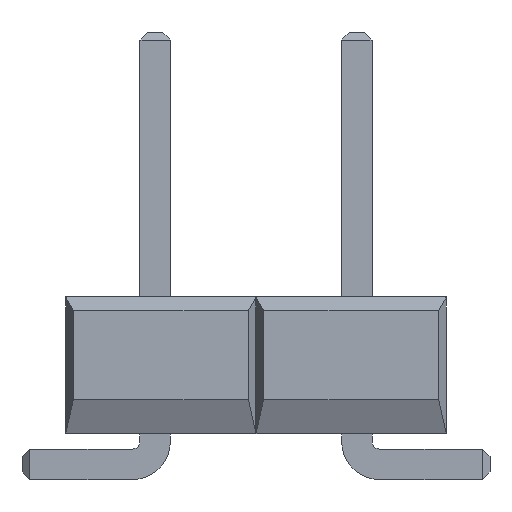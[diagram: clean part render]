
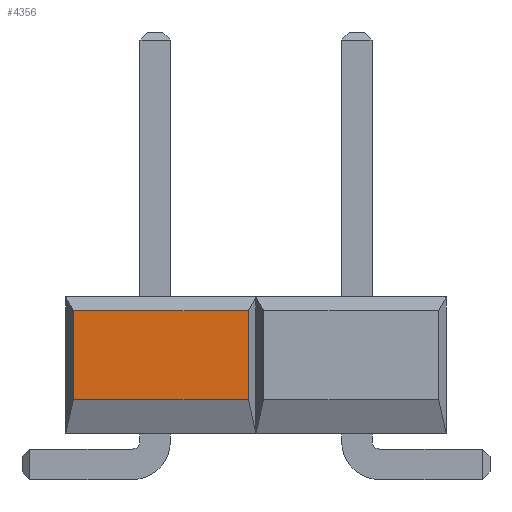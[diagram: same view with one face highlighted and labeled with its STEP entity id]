
A CAD part, left-side view. The second image highlights one B-rep face of the part: STEP entity #4356.
In plain terms, the highlighted planar face has unit normal (-1, 0, 0).
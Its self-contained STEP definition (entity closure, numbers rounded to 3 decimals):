
#3879=CARTESIAN_POINT('',(-4.445,0.102,2.256));
#3878=VERTEX_POINT('',#3879);
#3897=CARTESIAN_POINT('',(-4.445,2.438,2.256));
#3896=VERTEX_POINT('',#3897);
#3905=EDGE_CURVE('',#3878,#3896,#3910,.T.);
#3910=LINE('',#3879,#3912);
#3912=VECTOR('',#3913,2.337);
#3913=DIRECTION('',(0.0,1.0,0.0));
#4024=CARTESIAN_POINT('',(-4.445,2.438,1.067));
#4023=VERTEX_POINT('',#4024);
#4032=EDGE_CURVE('',#3896,#4023,#4037,.T.);
#4037=LINE('',#3897,#4039);
#4039=VECTOR('',#4040,1.189);
#4040=DIRECTION('',(0.0,0.0,-1.0));
#4075=CARTESIAN_POINT('',(-4.445,0.102,1.067));
#4074=VERTEX_POINT('',#4075);
#4101=EDGE_CURVE('',#4074,#3878,#4106,.T.);
#4106=LINE('',#4075,#4108);
#4108=VECTOR('',#4109,1.189);
#4109=DIRECTION('',(0.0,0.0,1.0));
#4336=EDGE_CURVE('',#4023,#4074,#4341,.T.);
#4341=LINE('',#4024,#4343);
#4343=VECTOR('',#4344,2.337);
#4344=DIRECTION('',(0.0,-1.0,0.0));
#4356=ADVANCED_FACE('',(#4362),#4357,.T.);
#4357=PLANE('',#4358);
#4358=AXIS2_PLACEMENT_3D('',#4359,#4360,#4361);
#4359=CARTESIAN_POINT('',(-4.445,2.438,1.067));
#4360=DIRECTION('',(-1.0,0.0,0.0));
#4361=DIRECTION('',(0.,0.,1.));
#4362=FACE_OUTER_BOUND('',#4363,.T.);
#4363=EDGE_LOOP('',(#4364,#4374,#4384,#4394));
#4364=ORIENTED_EDGE('',*,*,#4336,.T.);
#4374=ORIENTED_EDGE('',*,*,#4101,.T.);
#4384=ORIENTED_EDGE('',*,*,#3905,.T.);
#4394=ORIENTED_EDGE('',*,*,#4032,.T.);
